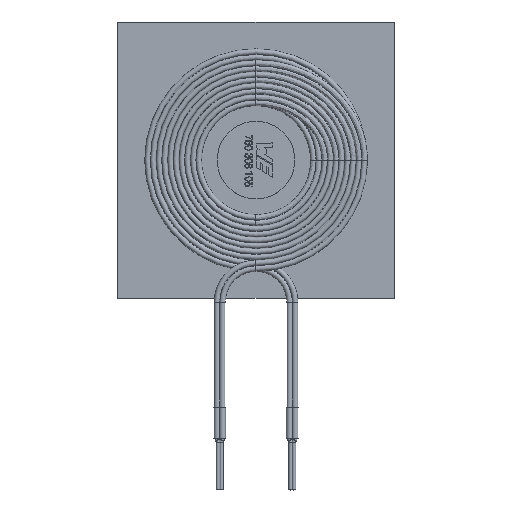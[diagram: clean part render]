
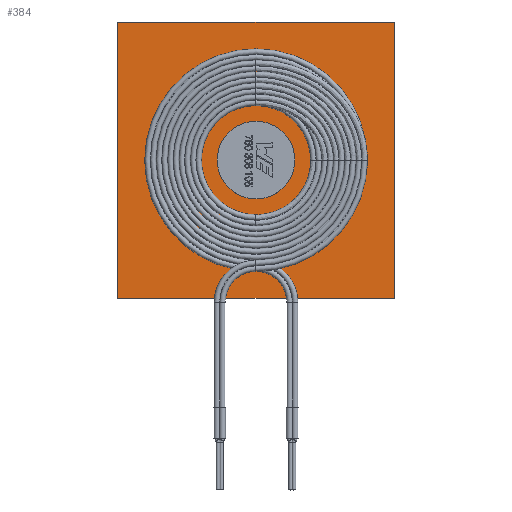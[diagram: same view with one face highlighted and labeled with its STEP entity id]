
A CAD part, top view. The second image highlights one B-rep face of the part: STEP entity #384.
In plain terms, the highlighted planar face has unit normal (0, 0, 1).
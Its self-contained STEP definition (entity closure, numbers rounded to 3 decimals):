
#384 = ADVANCED_FACE( '', ( #912 ), #913, .T. );
#912 = FACE_OUTER_BOUND( '', #2408, .T. );
#913 = PLANE( '', #2409 );
#2408 = EDGE_LOOP( '', ( #7702, #7703, #7704, #7705 ) );
#2409 = AXIS2_PLACEMENT_3D( '', #7706, #7707, #7708 );
#7702 = ORIENTED_EDGE( '', *, *, #9459, .T. );
#7703 = ORIENTED_EDGE( '', *, *, #9342, .T. );
#7704 = ORIENTED_EDGE( '', *, *, #9460, .T. );
#7705 = ORIENTED_EDGE( '', *, *, #9461, .T. );
#7706 = CARTESIAN_POINT( '', ( -26.65, -26.65, 0. ) );
#7707 = DIRECTION( '', ( 0., 0., 1. ) );
#7708 = DIRECTION( '', ( 1., 0., 0. ) );
#9342 = EDGE_CURVE( '', #10102, #10103, #10104, .T. );
#9459 = EDGE_CURVE( '', #10302, #10102, #10303, .T. );
#9460 = EDGE_CURVE( '', #10103, #10304, #10305, .T. );
#9461 = EDGE_CURVE( '', #10304, #10302, #10306, .T. );
#10102 = VERTEX_POINT( '', #11241 );
#10103 = VERTEX_POINT( '', #11242 );
#10104 = LINE( '', #11243, #11244 );
#10302 = VERTEX_POINT( '', #11770 );
#10303 = LINE( '', #11771, #11772 );
#10304 = VERTEX_POINT( '', #11773 );
#10305 = LINE( '', #11774, #11775 );
#10306 = LINE( '', #11776, #11777 );
#11241 = CARTESIAN_POINT( '', ( -26.65, -26.65, 0. ) );
#11242 = CARTESIAN_POINT( '', ( 26.65, -26.65, 0. ) );
#11243 = CARTESIAN_POINT( '', ( -26.65, -26.65, 0. ) );
#11244 = VECTOR( '', #13801, 1000. );
#11770 = CARTESIAN_POINT( '', ( -26.65, 26.65, 0. ) );
#11771 = CARTESIAN_POINT( '', ( -26.65, 26.65, 0. ) );
#11772 = VECTOR( '', #13916, 1000. );
#11773 = CARTESIAN_POINT( '', ( 26.65, 26.65, 0. ) );
#11774 = CARTESIAN_POINT( '', ( 26.65, -26.65, 0. ) );
#11775 = VECTOR( '', #13917, 1000. );
#11776 = CARTESIAN_POINT( '', ( 26.65, 26.65, 0. ) );
#11777 = VECTOR( '', #13918, 1000. );
#13801 = DIRECTION( '', ( 1., 0., 0. ) );
#13916 = DIRECTION( '', ( 0., -1., 0. ) );
#13917 = DIRECTION( '', ( 0., 1., 0. ) );
#13918 = DIRECTION( '', ( -1., 0., 0. ) );
